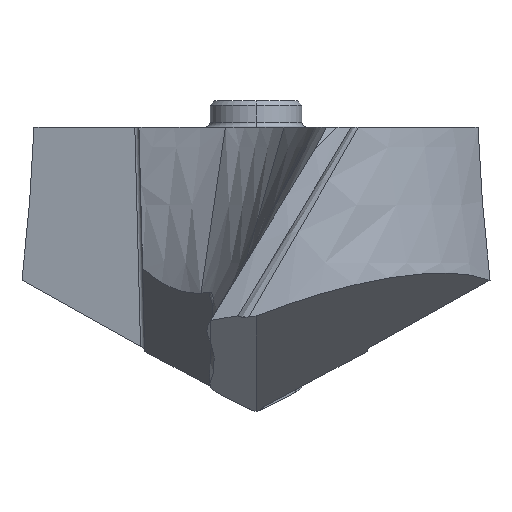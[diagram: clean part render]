
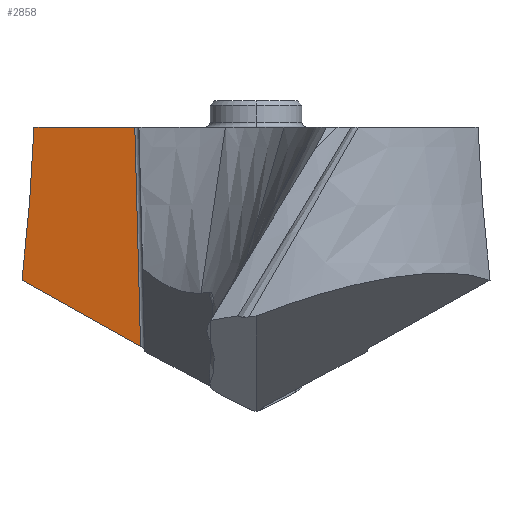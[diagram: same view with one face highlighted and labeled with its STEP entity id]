
A CAD part, left-side view. The second image highlights one B-rep face of the part: STEP entity #2858.
In plain terms, the highlighted planar face has unit normal (-0.925, 0.337, 0.174).
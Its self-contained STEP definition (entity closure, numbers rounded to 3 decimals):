
#291=DIRECTION('',(0.342,0.94,0.));
#292=VECTOR('',#291,3.479);
#293=CARTESIAN_POINT('',(3.186,3.929,
0.));
#294=LINE('',#293,#292);
#601=DIRECTION('',(-0.379,-0.808,-0.451));
#602=VECTOR('',#601,4.755);
#603=CARTESIAN_POINT('',(3.584,7.585,-4.968));
#604=LINE('',#603,#602);
#1117=DIRECTION('',(0.193,0.026,0.981));
#1118=VECTOR('',#1117,7.251);
#1119=CARTESIAN_POINT('',(1.783,3.742,-7.112));
#1120=LINE('',#1119,#1118);
#1124=CARTESIAN_POINT('',(3.186,3.929,0.));
#1153=CARTESIAN_POINT('',(3.584,7.585,-4.968));
#1154=CARTESIAN_POINT('',(3.612,7.561,-4.776));
#1155=CARTESIAN_POINT('',(3.666,7.518,-4.401));
#1156=CARTESIAN_POINT('',(3.751,7.459,-3.838));
#1157=CARTESIAN_POINT('',(3.826,7.413,-3.345));
#1158=CARTESIAN_POINT('',(3.898,7.375,-2.89));
#1159=CARTESIAN_POINT('',(3.974,7.339,-2.414));
#1160=CARTESIAN_POINT('',(4.055,7.304,-1.915));
#1161=CARTESIAN_POINT('',(4.119,7.28,-1.525));
#1162=CARTESIAN_POINT('',(4.196,7.253,-1.066));
#1163=CARTESIAN_POINT('',(4.279,7.226,
-0.571));
#1164=CARTESIAN_POINT('',(4.342,7.207,
-0.197));
#1165=CARTESIAN_POINT('',(4.376,7.197,0.));
#1170=CARTESIAN_POINT('',(3.584,7.585,-4.968));
#1525=VERTEX_POINT('',#1124);
#1526=CARTESIAN_POINT('',(4.376,7.197,0.));
#1527=VERTEX_POINT('',#1526);
#1568=VERTEX_POINT('',#1170);
#1569=CARTESIAN_POINT('',(1.783,3.742,-7.112));
#1570=VERTEX_POINT('',#1569);
#2846=CARTESIAN_POINT('',(-0.408,3.324,
-17.978));
#2847=DIRECTION('',(0.925,-0.337,-0.174));
#2848=DIRECTION('',(-0.326,-0.941,0.089));
#2849=AXIS2_PLACEMENT_3D('',#2846,#2847,#2848);
#2850=PLANE('',#2849);
#2852=ORIENTED_EDGE('',*,*,#2851,.T.);
#2853=ORIENTED_EDGE('',*,*,#1843,.F.);
#2854=ORIENTED_EDGE('',*,*,#2838,.F.);
#2855=ORIENTED_EDGE('',*,*,#2154,.F.);
#2856=EDGE_LOOP('',(#2852,#2853,#2854,#2855));
#2857=FACE_OUTER_BOUND('',#2856,.F.);
#1166=B_SPLINE_CURVE_WITH_KNOTS('',3,(#1153,#1154,#1155,#1156,#1157,#1158,#1159,
#1160,#1161,#1162,#1163,#1164,#1165),.UNSPECIFIED.,.F.,.F.,(4,1,1,1,1,1,1,1,1,1,
4),(0.,0.1,0.2,0.3,0.4,0.5,0.6,0.7,0.8,0.9,1.),
.UNSPECIFIED.);
#1843=EDGE_CURVE('',#1525,#1527,#294,.T.);
#2154=EDGE_CURVE('',#1568,#1570,#604,.T.);
#2838=EDGE_CURVE('',#1570,#1525,#1120,.T.);
#2851=EDGE_CURVE('',#1568,#1527,#1166,.T.);
#2858=ADVANCED_FACE('',(#2857),#2850,.F.);
